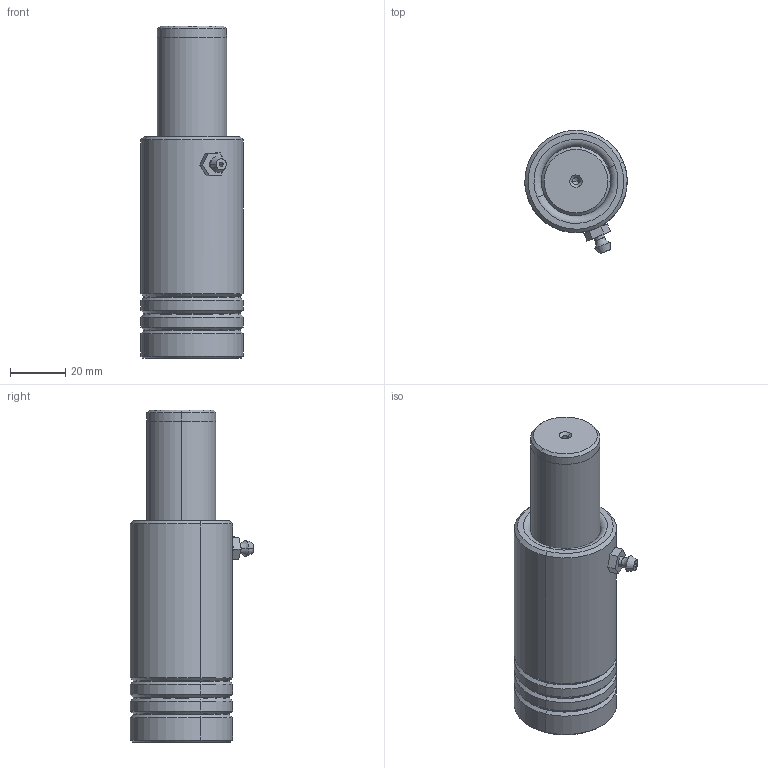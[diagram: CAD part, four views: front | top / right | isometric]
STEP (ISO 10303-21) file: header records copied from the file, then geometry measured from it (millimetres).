
FILE_DESCRIPTION (( 'STEP AP214' ), '1' );
FILE_NAME ('HPD-D25-L120(BL-80).STEP', '2021-09-29T08:42:53', ( '' ), ( '' ), 'SwSTEP 2.0', 'SolidWorks 2016', '' );
FILE_SCHEMA (( 'AUTOMOTIVE_DESIGN' ));
Length unit declared in the file: millimetre
Products named in the file (10): 蛁蚐郲; LXB-D37-d25-L80; LSP-D25-L120; LXB-D37-d25-L80郪蚾; HPD-D25-L120(BL-80)
Assembly tree (6 placements, depth 3):
  HPD-D25-L120(BL-80)
    LXB-D37-d25-L80郪蚾
      LXB-D37-d25-L80
  LSP-D25-L120
  蛁蚐郲
  HPD-D25-L120(BL-80)
    LSP-D25-L120
    LXB-D37-d25-L80郪蚾
      LXB-D37-d25-L80
      蛁蚐郲
Bounding box: 36.98 x 44.65 x 120 mm (x, y, z)
Volume: 104631.2 mm3; surface area: 27778.9 mm2
Topology: 3 solids, 3 shells, 116 faces, 267 edges, 160 vertices
Faces by surface type: cylinder 31, cone 30, plane 21, torus 20, bspline 14
Entity records: 7562 total; most frequent: CARTESIAN_POINT 4755, DIRECTION 548, ORIENTED_EDGE 522, EDGE_CURVE 261, AXIS2_PLACEMENT_3D 230, VERTEX_POINT 156, EDGE_LOOP 127, ADVANCED_FACE 116
